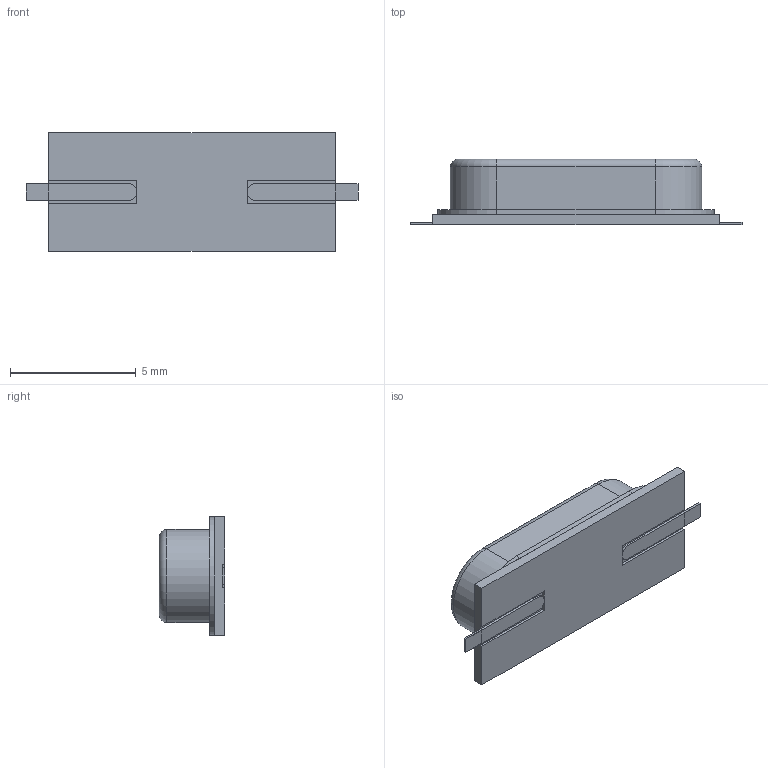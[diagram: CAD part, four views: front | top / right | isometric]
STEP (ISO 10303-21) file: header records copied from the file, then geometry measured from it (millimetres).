
FILE_DESCRIPTION (( 'STEP AP214' ), '1' );
FILE_NAME ('ECS-160-20-5PVX.STEP', '2021-10-06T20:10:50', ( '' ), ( '' ), 'SwSTEP 2.0', 'SolidWorks 2020', '' );
FILE_SCHEMA (( 'AUTOMOTIVE_DESIGN' ));
Length unit declared in the file: millimetre
Products named in the file (1): ECS-160-20-5PVX
Bounding box: 13.2 x 2.6 x 4.7 mm (x, y, z)
Volume: 98.5 mm3; surface area: 350.5 mm2
Topology: 7 solids, 7 shells, 58 faces, 128 edges, 84 vertices
Faces by surface type: plane 46, cylinder 10, torus 2
Entity records: 1692 total; most frequent: CARTESIAN_POINT 271, DIRECTION 268, ORIENTED_EDGE 256, EDGE_CURVE 128, LINE 106, VECTOR 106, VERTEX_POINT 84, AXIS2_PLACEMENT_3D 81
